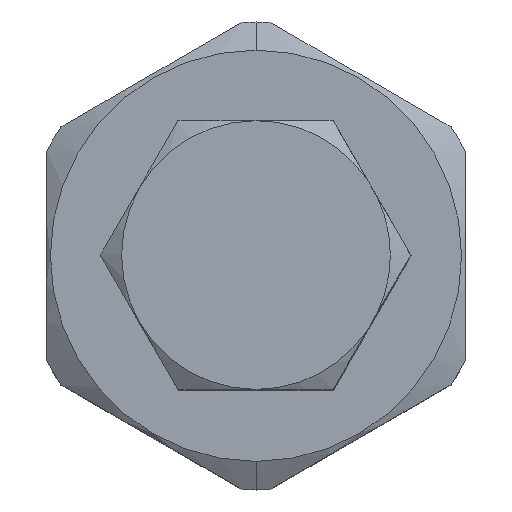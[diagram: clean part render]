
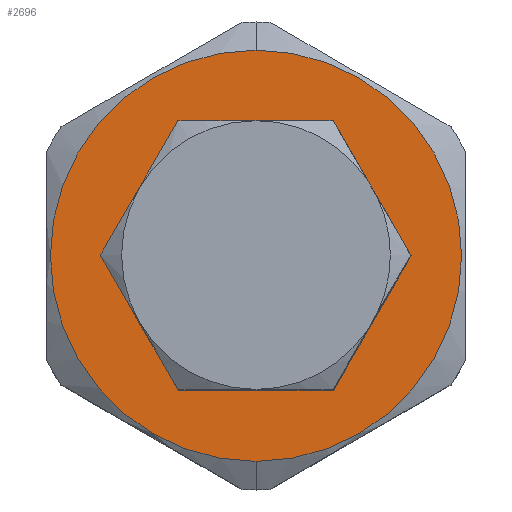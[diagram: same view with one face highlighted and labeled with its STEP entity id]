
A CAD part, top view. The second image highlights one B-rep face of the part: STEP entity #2696.
In plain terms, the highlighted planar face has unit normal (0, 0, 1).
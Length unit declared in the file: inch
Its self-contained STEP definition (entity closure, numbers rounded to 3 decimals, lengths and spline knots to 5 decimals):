
#632=CARTESIAN_POINT('',(0.,0.,2.309));
#633=DIRECTION('',(0.,0.,1.));
#634=DIRECTION('',(0.,-1.,0.));
#635=AXIS2_PLACEMENT_3D('',#632,#633,#634);
#637=CARTESIAN_POINT('',(0.,0.,2.309));
#638=DIRECTION('',(0.,0.,1.));
#639=DIRECTION('',(0.,1.,0.));
#640=AXIS2_PLACEMENT_3D('',#637,#638,#639);
#642=CARTESIAN_POINT('',(0.,0.,2.309));
#643=DIRECTION('',(0.,0.,1.));
#644=DIRECTION('',(-1.,0.,0.));
#645=AXIS2_PLACEMENT_3D('',#642,#643,#644);
#647=CARTESIAN_POINT('',(0.,0.,2.309));
#648=DIRECTION('',(0.,0.,1.));
#649=DIRECTION('',(1.,0.,0.));
#650=AXIS2_PLACEMENT_3D('',#647,#648,#649);
#1897=CARTESIAN_POINT('',(0.,-0.43,2.309));
#1898=CARTESIAN_POINT('',(0.,0.43,2.309));
#1899=VERTEX_POINT('',#1897);
#1900=VERTEX_POINT('',#1898);
#2061=CARTESIAN_POINT('',(-0.271,0.,2.309));
#2062=CARTESIAN_POINT('',(0.271,0.,2.309));
#2063=VERTEX_POINT('',#2061);
#2064=VERTEX_POINT('',#2062);
#2680=CARTESIAN_POINT('',(0.,0.,2.309));
#2681=DIRECTION('',(0.,0.,1.));
#2682=DIRECTION('',(0.,1.,0.));
#2683=AXIS2_PLACEMENT_3D('',#2680,#2681,#2682);
#2684=PLANE('',#2683);
#2686=ORIENTED_EDGE('',*,*,#2685,.F.);
#2688=ORIENTED_EDGE('',*,*,#2687,.F.);
#2689=EDGE_LOOP('',(#2686,#2688));
#2690=FACE_OUTER_BOUND('',#2689,.F.);
#2691=ORIENTED_EDGE('',*,*,#2670,.T.);
#2693=ORIENTED_EDGE('',*,*,#2692,.T.);
#2694=EDGE_LOOP('',(#2691,#2693));
#2695=FACE_BOUND('',#2694,.F.);
#2696=ADVANCED_FACE('',(#2690,#2695),#2684,.T.);
#636=CIRCLE('',#635,0.43);
#641=CIRCLE('',#640,0.43);
#646=CIRCLE('',#645,0.271);
#651=CIRCLE('',#650,0.271);
#2670=EDGE_CURVE('',#2063,#2064,#646,.T.);
#2685=EDGE_CURVE('',#1899,#1900,#636,.T.);
#2687=EDGE_CURVE('',#1900,#1899,#641,.T.);
#2692=EDGE_CURVE('',#2064,#2063,#651,.T.);
